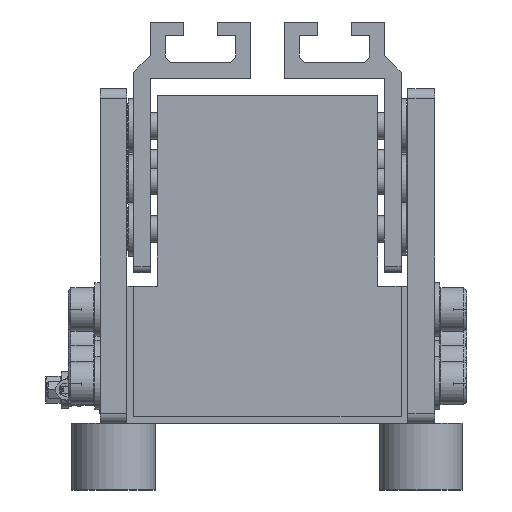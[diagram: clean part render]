
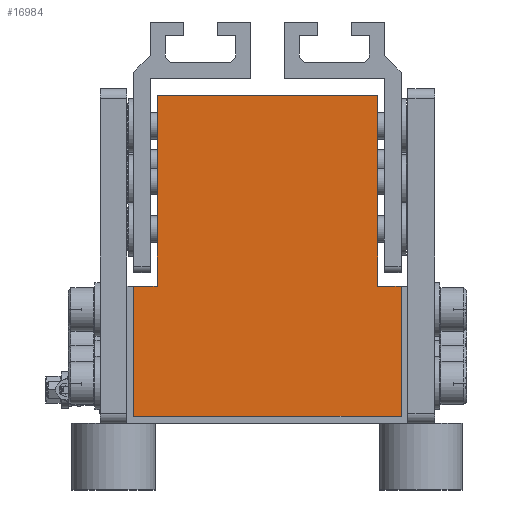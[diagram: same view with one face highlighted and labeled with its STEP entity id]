
A CAD part, left-side view. The second image highlights one B-rep face of the part: STEP entity #16984.
In plain terms, the highlighted face is planar.
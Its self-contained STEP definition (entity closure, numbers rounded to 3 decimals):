
#2320=FACE_OUTER_BOUND('',#3277,.T.);
#3277=EDGE_LOOP('',(#11189,#11190,#11191,#11192,#11193,#11194,#11195,#11196));
#4353=LINE('',#26166,#5593);
#4354=LINE('',#26168,#5594);
#4355=LINE('',#26170,#5595);
#4356=LINE('',#26172,#5596);
#4357=LINE('',#26174,#5597);
#4358=LINE('',#26176,#5598);
#4359=LINE('',#26178,#5599);
#4360=LINE('',#26179,#5600);
#5593=VECTOR('',#20522,1000.);
#5594=VECTOR('',#20523,1000.);
#5595=VECTOR('',#20524,1000.);
#5596=VECTOR('',#20525,1000.);
#5597=VECTOR('',#20526,1000.);
#5598=VECTOR('',#20527,1000.);
#5599=VECTOR('',#20528,1000.);
#5600=VECTOR('',#20529,1000.);
#6833=VERTEX_POINT('',#26164);
#6834=VERTEX_POINT('',#26165);
#6835=VERTEX_POINT('',#26167);
#6836=VERTEX_POINT('',#26169);
#6837=VERTEX_POINT('',#26171);
#6838=VERTEX_POINT('',#26173);
#6839=VERTEX_POINT('',#26175);
#6840=VERTEX_POINT('',#26177);
#8560=EDGE_CURVE('',#6833,#6834,#4353,.T.);
#8561=EDGE_CURVE('',#6835,#6833,#4354,.T.);
#8562=EDGE_CURVE('',#6836,#6835,#4355,.T.);
#8563=EDGE_CURVE('',#6836,#6837,#4356,.T.);
#8564=EDGE_CURVE('',#6837,#6838,#4357,.T.);
#8565=EDGE_CURVE('',#6839,#6838,#4358,.T.);
#8566=EDGE_CURVE('',#6839,#6840,#4359,.T.);
#8567=EDGE_CURVE('',#6840,#6834,#4360,.T.);
#11189=ORIENTED_EDGE('',*,*,#8560,.F.);
#11190=ORIENTED_EDGE('',*,*,#8561,.F.);
#11191=ORIENTED_EDGE('',*,*,#8562,.F.);
#11192=ORIENTED_EDGE('',*,*,#8563,.T.);
#11193=ORIENTED_EDGE('',*,*,#8564,.T.);
#11194=ORIENTED_EDGE('',*,*,#8565,.F.);
#11195=ORIENTED_EDGE('',*,*,#8566,.T.);
#11196=ORIENTED_EDGE('',*,*,#8567,.T.);
#16447=PLANE('',#18314);
#16984=ADVANCED_FACE('',(#2320),#16447,.F.);
#18314=AXIS2_PLACEMENT_3D('',#26163,#20520,#20521);
#20520=DIRECTION('center_axis',(0.,0.,1.));
#20521=DIRECTION('ref_axis',(1.,0.,0.));
#20522=DIRECTION('',(0.,1.,0.));
#20523=DIRECTION('',(1.,0.,0.));
#20524=DIRECTION('',(0.,-1.,0.));
#20525=DIRECTION('',(1.,0.,0.));
#20526=DIRECTION('',(0.,1.,0.));
#20527=DIRECTION('',(-1.,0.,0.));
#20528=DIRECTION('',(0.,-1.,0.));
#20529=DIRECTION('',(1.,0.,0.));
#26163=CARTESIAN_POINT('Origin',(0.,0.,0.));
#26164=CARTESIAN_POINT('',(40.,2.,0.));
#26165=CARTESIAN_POINT('',(40.,41.,0.));
#26166=CARTESIAN_POINT('',(40.,0.,0.));
#26167=CARTESIAN_POINT('',(-40.,2.,0.));
#26168=CARTESIAN_POINT('',(40.,2.,0.));
#26169=CARTESIAN_POINT('',(-40.,41.,0.));
#26170=CARTESIAN_POINT('',(-40.,41.,0.));
#26171=CARTESIAN_POINT('',(-33.,41.,0.));
#26172=CARTESIAN_POINT('',(-42.,41.,0.));
#26173=CARTESIAN_POINT('',(-33.,98.,0.));
#26174=CARTESIAN_POINT('',(-33.,98.,0.));
#26175=CARTESIAN_POINT('',(33.,98.,0.));
#26176=CARTESIAN_POINT('',(42.,98.,0.));
#26177=CARTESIAN_POINT('',(33.,41.,0.));
#26178=CARTESIAN_POINT('',(33.,98.,0.));
#26179=CARTESIAN_POINT('',(42.,41.,0.));
